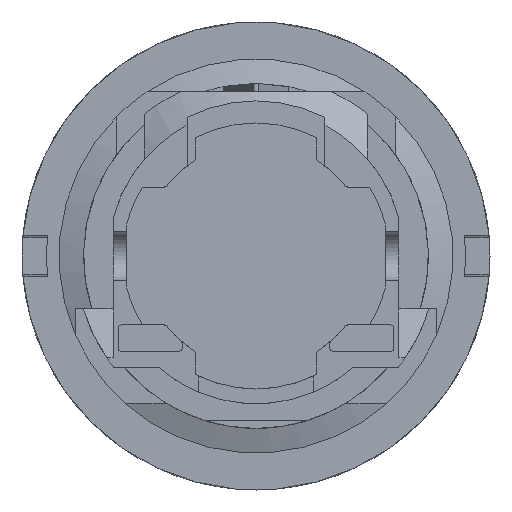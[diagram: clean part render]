
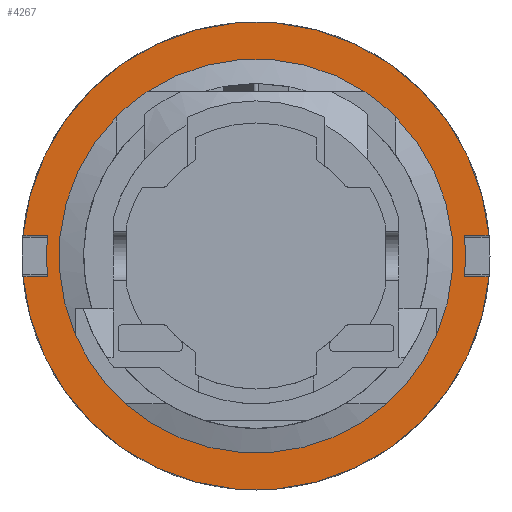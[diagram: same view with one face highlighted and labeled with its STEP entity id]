
A CAD part, front view. The second image highlights one B-rep face of the part: STEP entity #4267.
In plain terms, the highlighted planar face has unit normal (0, -1, 0).
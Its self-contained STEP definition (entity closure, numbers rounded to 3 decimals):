
#1372=CARTESIAN_POINT('',(0.,18.8,0.));
#1373=DIRECTION('',(0.,1.,0.));
#1374=DIRECTION('',(0.708,0.,0.706));
#1375=AXIS2_PLACEMENT_3D('',#1372,#1373,#1374);
#1409=CARTESIAN_POINT('',(0.,18.8,0.));
#1410=DIRECTION('',(0.,1.,0.));
#1411=DIRECTION('',(-0.917,0.,-0.4));
#1412=AXIS2_PLACEMENT_3D('',#1409,#1410,#1411);
#1516=CARTESIAN_POINT('',(0.,18.8,0.));
#1517=DIRECTION('',(0.,-1.,0.));
#1518=DIRECTION('',(0.708,0.,0.706));
#1519=AXIS2_PLACEMENT_3D('',#1516,#1517,#1518);
#1521=CARTESIAN_POINT('',(0.,18.8,0.));
#1522=DIRECTION('',(0.,-1.,0.));
#1523=DIRECTION('',(0.553,0.,0.833));
#1524=AXIS2_PLACEMENT_3D('',#1521,#1522,#1523);
#1526=CARTESIAN_POINT('',(0.,18.8,0.));
#1527=DIRECTION('',(0.,-1.,0.));
#1528=DIRECTION('',(-0.553,0.,0.833));
#1529=AXIS2_PLACEMENT_3D('',#1526,#1527,#1528);
#1531=CARTESIAN_POINT('',(0.,18.8,0.));
#1532=DIRECTION('',(0.,1.,0.));
#1533=DIRECTION('',(-0.661,0.,-0.75));
#1534=AXIS2_PLACEMENT_3D('',#1531,#1532,#1533);
#1536=CARTESIAN_POINT('',(0.,18.8,0.));
#1537=DIRECTION('',(0.,1.,0.));
#1538=DIRECTION('',(0.661,0.,-0.75));
#1539=AXIS2_PLACEMENT_3D('',#1536,#1537,#1538);
#1541=CARTESIAN_POINT('',(0.,18.8,0.));
#1542=DIRECTION('',(0.,1.,0.));
#1543=DIRECTION('',(0.917,0.,-0.4));
#1544=AXIS2_PLACEMENT_3D('',#1541,#1542,#1543);
#1546=DIRECTION('',(1.,0.,0.));
#1547=VECTOR('',#1546,1.506);
#1548=CARTESIAN_POINT('',(12.689,18.8,1.25));
#1549=LINE('',#1548,#1547);
#1550=DIRECTION('',(-1.,0.,0.));
#1551=VECTOR('',#1550,1.506);
#1552=CARTESIAN_POINT('',(14.195,18.8,-1.25));
#1553=LINE('',#1552,#1551);
#1554=DIRECTION('',(-1.,0.,0.));
#1555=VECTOR('',#1554,1.506);
#1556=CARTESIAN_POINT('',(-12.689,18.8,-1.25));
#1557=LINE('',#1556,#1555);
#1558=DIRECTION('',(1.,0.,0.));
#1559=VECTOR('',#1558,1.506);
#1560=CARTESIAN_POINT('',(-14.195,18.8,1.25));
#1561=LINE('',#1560,#1559);
#1595=CARTESIAN_POINT('',(14.195,18.8,1.25));
#1600=CARTESIAN_POINT('',(0.,18.8,0.));
#1601=DIRECTION('',(0.,-1.,0.));
#1602=DIRECTION('',(0.996,0.,0.088));
#1603=AXIS2_PLACEMENT_3D('',#1600,#1601,#1602);
#1608=CARTESIAN_POINT('',(-14.195,18.8,1.25));
#1662=CARTESIAN_POINT('',(14.195,18.8,-1.25));
#1674=CARTESIAN_POINT('',(-14.195,18.8,-1.25));
#1679=CARTESIAN_POINT('',(0.,18.8,0.));
#1680=DIRECTION('',(0.,1.,0.));
#1681=DIRECTION('',(0.996,0.,-0.088));
#1682=AXIS2_PLACEMENT_3D('',#1679,#1680,#1681);
#1689=CARTESIAN_POINT('',(0.,18.8,0.));
#1690=DIRECTION('',(0.,-1.,0.));
#1691=DIRECTION('',(0.995,0.,-0.098));
#1692=AXIS2_PLACEMENT_3D('',#1689,#1690,#1691);
#1785=CARTESIAN_POINT('',(0.,18.8,0.));
#1786=DIRECTION('',(0.,-1.,0.));
#1787=DIRECTION('',(-0.995,0.,0.098));
#1788=AXIS2_PLACEMENT_3D('',#1785,#1786,#1787);
#1994=CARTESIAN_POINT('',(11.,18.8,-4.796));
#1995=CARTESIAN_POINT('',(7.937,18.8,-9.));
#1996=VERTEX_POINT('',#1994);
#1997=VERTEX_POINT('',#1995);
#1998=CARTESIAN_POINT('',(-7.937,18.8,-9.));
#1999=CARTESIAN_POINT('',(-11.,18.8,-4.796));
#2000=VERTEX_POINT('',#1998);
#2001=VERTEX_POINT('',#1999);
#2008=CARTESIAN_POINT('',(-6.633,18.8,10.));
#2009=CARTESIAN_POINT('',(-8.5,18.8,8.471));
#2010=VERTEX_POINT('',#2008);
#2011=VERTEX_POINT('',#2009);
#2012=CARTESIAN_POINT('',(8.5,18.8,8.471));
#2013=CARTESIAN_POINT('',(6.633,18.8,10.));
#2014=VERTEX_POINT('',#2012);
#2015=VERTEX_POINT('',#2013);
#2449=VERTEX_POINT('',#1595);
#2453=CARTESIAN_POINT('',(12.689,18.8,1.25));
#2454=VERTEX_POINT('',#2453);
#2459=VERTEX_POINT('',#1662);
#2460=CARTESIAN_POINT('',(12.689,18.8,-1.25));
#2461=VERTEX_POINT('',#2460);
#2466=VERTEX_POINT('',#1608);
#2467=CARTESIAN_POINT('',(-12.689,18.8,1.25));
#2468=VERTEX_POINT('',#2467);
#2469=VERTEX_POINT('',#1674);
#2473=CARTESIAN_POINT('',(-12.689,18.8,-1.25));
#2474=VERTEX_POINT('',#2473);
#4231=CARTESIAN_POINT('',(0.,18.8,0.));
#4232=DIRECTION('',(0.,1.,0.));
#4233=DIRECTION('',(1.,0.,0.));
#4234=AXIS2_PLACEMENT_3D('',#4231,#4232,#4233);
#4235=PLANE('',#4234);
#4237=ORIENTED_EDGE('',*,*,#4236,.F.);
#4239=ORIENTED_EDGE('',*,*,#4238,.F.);
#4241=ORIENTED_EDGE('',*,*,#4240,.F.);
#4243=ORIENTED_EDGE('',*,*,#4242,.T.);
#4245=ORIENTED_EDGE('',*,*,#4244,.F.);
#4247=ORIENTED_EDGE('',*,*,#4246,.F.);
#4249=ORIENTED_EDGE('',*,*,#4248,.F.);
#4251=ORIENTED_EDGE('',*,*,#4250,.F.);
#4252=EDGE_LOOP('',(#4237,#4239,#4241,#4243,#4245,#4247,#4249,#4251));
#4253=FACE_OUTER_BOUND('',#4252,.F.);
#4254=ORIENTED_EDGE('',*,*,#4072,.F.);
#4256=ORIENTED_EDGE('',*,*,#4255,.T.);
#4257=ORIENTED_EDGE('',*,*,#4055,.T.);
#4259=ORIENTED_EDGE('',*,*,#4258,.T.);
#4260=ORIENTED_EDGE('',*,*,#4101,.F.);
#4262=ORIENTED_EDGE('',*,*,#4261,.F.);
#4263=ORIENTED_EDGE('',*,*,#4088,.F.);
#4264=ORIENTED_EDGE('',*,*,#4222,.F.);
#4265=EDGE_LOOP('',(#4254,#4256,#4257,#4259,#4260,#4262,#4263,#4264));
#4266=FACE_BOUND('',#4265,.F.);
#1376=CIRCLE('',#1375,12.);
#1413=CIRCLE('',#1412,12.);
#1520=CIRCLE('',#1519,12.);
#1525=CIRCLE('',#1524,12.);
#1530=CIRCLE('',#1529,12.);
#1535=CIRCLE('',#1534,12.);
#1540=CIRCLE('',#1539,12.);
#1545=CIRCLE('',#1544,12.);
#1604=CIRCLE('',#1603,14.25);
#1683=CIRCLE('',#1682,14.25);
#1693=CIRCLE('',#1692,12.75);
#1789=CIRCLE('',#1788,12.75);
#4055=EDGE_CURVE('',#2015,#2010,#1525,.T.);
#4072=EDGE_CURVE('',#2014,#1996,#1376,.T.);
#4088=EDGE_CURVE('',#1997,#2000,#1540,.T.);
#4101=EDGE_CURVE('',#2001,#2011,#1413,.T.);
#4222=EDGE_CURVE('',#1996,#1997,#1545,.T.);
#4236=EDGE_CURVE('',#2454,#2449,#1549,.T.);
#4238=EDGE_CURVE('',#2461,#2454,#1693,.T.);
#4240=EDGE_CURVE('',#2459,#2461,#1553,.T.);
#4242=EDGE_CURVE('',#2459,#2469,#1683,.T.);
#4244=EDGE_CURVE('',#2474,#2469,#1557,.T.);
#4246=EDGE_CURVE('',#2468,#2474,#1789,.T.);
#4248=EDGE_CURVE('',#2466,#2468,#1561,.T.);
#4250=EDGE_CURVE('',#2449,#2466,#1604,.T.);
#4255=EDGE_CURVE('',#2014,#2015,#1520,.T.);
#4258=EDGE_CURVE('',#2010,#2011,#1530,.T.);
#4261=EDGE_CURVE('',#2000,#2001,#1535,.T.);
#4267=ADVANCED_FACE('',(#4253,#4266),#4235,.F.);
